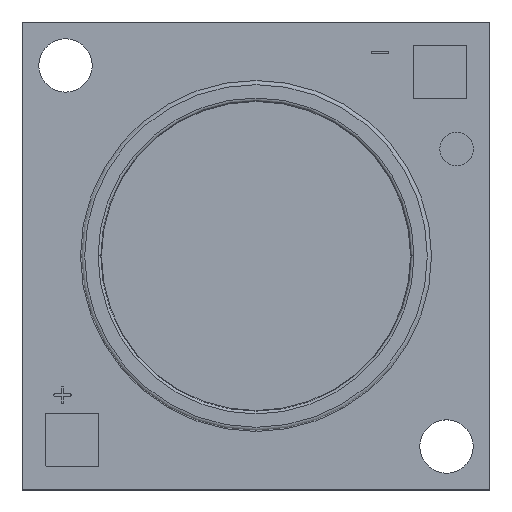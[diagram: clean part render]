
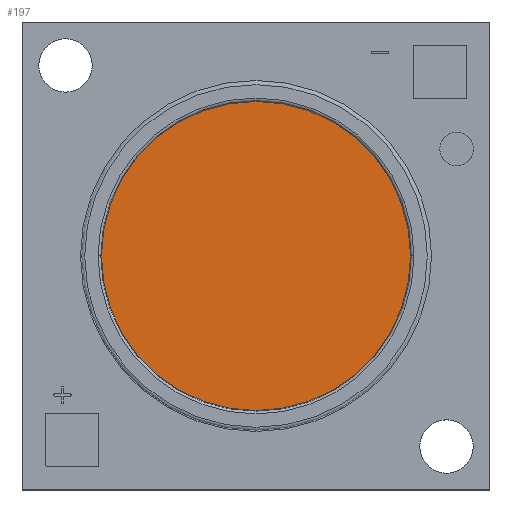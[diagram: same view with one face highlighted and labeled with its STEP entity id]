
A CAD part, top view. The second image highlights one B-rep face of the part: STEP entity #197.
In plain terms, the highlighted planar face has unit normal (0, 0, 1).
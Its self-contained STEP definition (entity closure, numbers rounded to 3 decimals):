
#96=FACE_OUTER_BOUND('',#573,.T.);
#197=ADVANCED_FACE('',(#96),#265,.T.);
#265=PLANE('',#1476);
#573=EDGE_LOOP('',(#735,#736));
#735=ORIENTED_EDGE('',*,*,#1206,.T.);
#736=ORIENTED_EDGE('',*,*,#1208,.T.);
#1079=VERTEX_POINT('',#2135);
#1080=VERTEX_POINT('',#2137);
#1206=EDGE_CURVE('',#1080,#1079,#1388,.T.);
#1208=EDGE_CURVE('',#1079,#1080,#1389,.T.);
#1388=CIRCLE('',#1470,9.25);
#1389=CIRCLE('',#1472,9.25);
#1470=AXIS2_PLACEMENT_3D('',#2136,#1705,#1706);
#1472=AXIS2_PLACEMENT_3D('',#2140,#1710,#1711);
#1476=AXIS2_PLACEMENT_3D('',#2144,#1718,#1719);
#1705=DIRECTION('',(0.,0.,1.));
#1706=DIRECTION('',(-1.,0.,0.));
#1710=DIRECTION('',(0.,0.,1.));
#1711=DIRECTION('',(1.,0.,0.));
#1718=DIRECTION('',(0.,0.,1.));
#1719=DIRECTION('',(-1.,0.,0.));
#2135=CARTESIAN_POINT('',(9.25,0.,1.43));
#2136=CARTESIAN_POINT('',(0.,0.,1.43));
#2137=CARTESIAN_POINT('',(-9.25,0.,1.43));
#2140=CARTESIAN_POINT('',(0.,0.,1.43));
#2144=CARTESIAN_POINT('',(0.,0.,1.43));
